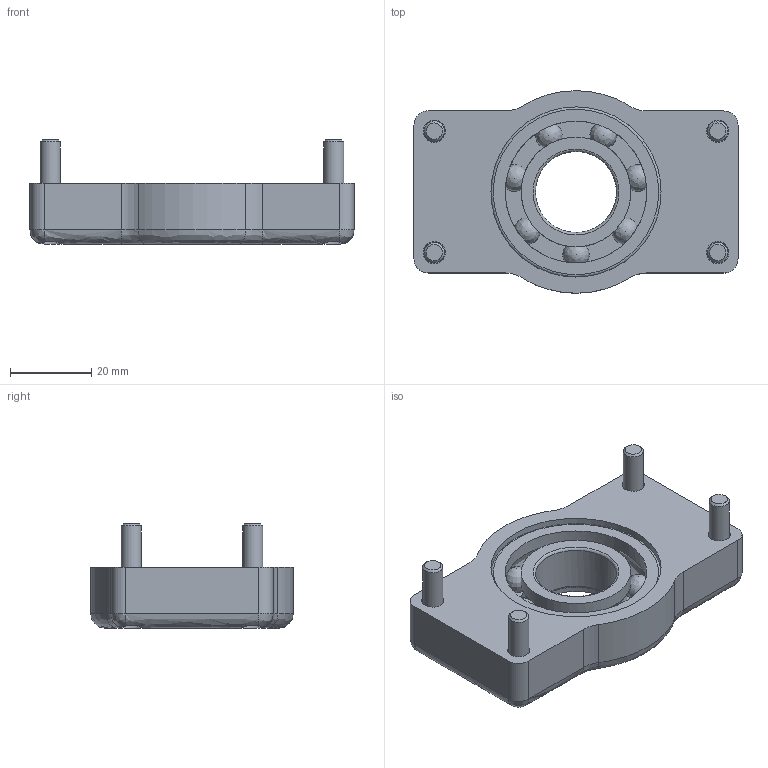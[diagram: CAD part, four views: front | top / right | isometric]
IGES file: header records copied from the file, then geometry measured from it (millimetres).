
Global section: file name: SZ3520V_A; native system: Autodesk Inventor 2015; preprocessor: unknown; author: Behrens; date: 20151118.141654; units: millimetre
Bounding box: 80 x 50 x 25.7 mm (x, y, z)
Volume: 40164 mm3; surface area: 21273.8 mm2
Topology: 6 solids, 6 shells, 150 faces, 443 edges, 299 vertices
Faces by surface type: bspline 150
